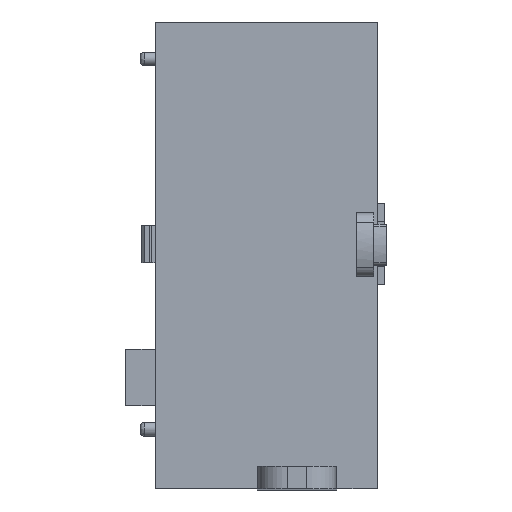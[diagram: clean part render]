
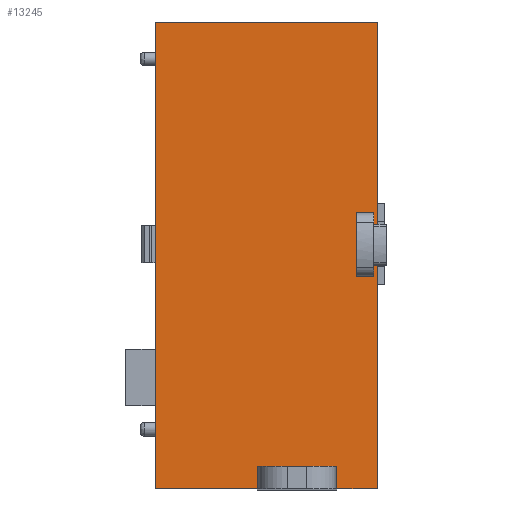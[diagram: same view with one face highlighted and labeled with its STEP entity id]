
A CAD part, front view. The second image highlights one B-rep face of the part: STEP entity #13245.
In plain terms, the highlighted planar face has unit normal (0, -1, 0).
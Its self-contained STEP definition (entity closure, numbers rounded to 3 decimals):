
#65 = EDGE_CURVE ( 'NONE', #678, #2745, #12500, .T. ) ;
#181 = VECTOR ( 'NONE', #13542, 1000. ) ;
#608 = DIRECTION ( 'NONE',  ( 1., 0., 0. ) ) ;
#678 = VERTEX_POINT ( 'NONE', #5859 ) ;
#991 = VERTEX_POINT ( 'NONE', #13556 ) ;
#1111 = DIRECTION ( 'NONE',  ( 1., 0., 0. ) ) ;
#1382 = EDGE_CURVE ( 'NONE', #991, #678, #10657, .T. ) ;
#1438 = CARTESIAN_POINT ( 'NONE',  ( 4.1, -44.923, -29.923 ) ) ;
#1518 = LINE ( 'NONE', #10667, #10364 ) ;
#1536 = VERTEX_POINT ( 'NONE', #2597 ) ;
#1777 = VECTOR ( 'NONE', #2104, 1000. ) ;
#1840 = VECTOR ( 'NONE', #3892, 1000. ) ;
#1925 = EDGE_CURVE ( 'NONE', #8048, #13608, #14505, .T. ) ;
#1933 = VECTOR ( 'NONE', #10655, 1000. ) ;
#1945 = EDGE_CURVE ( 'NONE', #6926, #5669, #5095, .T. ) ;
#1991 = CARTESIAN_POINT ( 'NONE',  ( 4.1, -44.923, -29.923 ) ) ;
#2073 = AXIS2_PLACEMENT_3D ( 'NONE', #10351, #3444, #11531 ) ;
#2104 = DIRECTION ( 'NONE',  ( 0., 0., 1. ) ) ;
#2156 = ORIENTED_EDGE ( 'NONE', *, *, #8025, .T. ) ;
#2184 = LINE ( 'NONE', #13922, #7645 ) ;
#2218 = CARTESIAN_POINT ( 'NONE',  ( -9.952, -44.923, -29.923 ) ) ;
#2280 = LINE ( 'NONE', #1438, #1933 ) ;
#2282 = EDGE_CURVE ( 'NONE', #10610, #6926, #14665, .T. ) ;
#2597 = CARTESIAN_POINT ( 'NONE',  ( -12.046, -44.923, -32.923 ) ) ;
#2745 = VERTEX_POINT ( 'NONE', #12473 ) ;
#2838 = VERTEX_POINT ( 'NONE', #14570 ) ;
#3077 = CARTESIAN_POINT ( 'NONE',  ( 3.6, -44.923, -29.923 ) ) ;
#3444 = DIRECTION ( 'NONE',  ( 0., -1., 0. ) ) ;
#3892 = DIRECTION ( 'NONE',  ( -1., 0., 0. ) ) ;
#3946 = CARTESIAN_POINT ( 'NONE',  ( 4.1, -44.923, -29.923 ) ) ;
#3968 = VERTEX_POINT ( 'NONE', #10843 ) ;
#4160 = VECTOR ( 'NONE', #6921, 1000. ) ;
#4255 = VERTEX_POINT ( 'NONE', #12022 ) ;
#4331 = CARTESIAN_POINT ( 'NONE',  ( 4.1, -44.923, 30.077 ) ) ;
#4385 = LINE ( 'NONE', #1991, #181 ) ;
#4465 = EDGE_CURVE ( 'NONE', #3968, #8095, #10111, .T. ) ;
#4520 = EDGE_CURVE ( 'NONE', #1536, #2838, #11024, .T. ) ;
#4656 = DIRECTION ( 'NONE',  ( 0., 0., 1. ) ) ;
#4837 = EDGE_CURVE ( 'NONE', #2838, #10610, #2280, .T. ) ;
#4876 = VECTOR ( 'NONE', #12735, 1000. ) ;
#4937 = ORIENTED_EDGE ( 'NONE', *, *, #65, .T. ) ;
#5026 = FACE_OUTER_BOUND ( 'NONE', #13555, .T. ) ;
#5095 = LINE ( 'NONE', #6941, #4876 ) ;
#5448 = VECTOR ( 'NONE', #1111, 1000. ) ;
#5669 = VERTEX_POINT ( 'NONE', #7389 ) ;
#5717 = ORIENTED_EDGE ( 'NONE', *, *, #6991, .T. ) ;
#5859 = CARTESIAN_POINT ( 'NONE',  ( 3.6, -44.923, 2.774 ) ) ;
#5999 = ORIENTED_EDGE ( 'NONE', *, *, #7128, .T. ) ;
#6397 = EDGE_CURVE ( 'NONE', #4255, #991, #11084, .T. ) ;
#6562 = CARTESIAN_POINT ( 'NONE',  ( -1.4, -44.923, -32.923 ) ) ;
#6638 = CARTESIAN_POINT ( 'NONE',  ( 4.1, -44.923, 30.077 ) ) ;
#6674 = VECTOR ( 'NONE', #7796, 1000. ) ;
#6863 = VECTOR ( 'NONE', #13516, 1000. ) ;
#6921 = DIRECTION ( 'NONE',  ( 0., 0., -1. ) ) ;
#6926 = VERTEX_POINT ( 'NONE', #12722 ) ;
#6941 = CARTESIAN_POINT ( 'NONE',  ( 4.1, -44.923, -29.923 ) ) ;
#6991 = EDGE_CURVE ( 'NONE', #5669, #8048, #13038, .T. ) ;
#7128 = EDGE_CURVE ( 'NONE', #13608, #4255, #1518, .T. ) ;
#7389 = CARTESIAN_POINT ( 'NONE',  ( -1.4, -44.923, -29.923 ) ) ;
#7461 = VECTOR ( 'NONE', #12345, 1000. ) ;
#7645 = VECTOR ( 'NONE', #4656, 1000. ) ;
#7691 = ORIENTED_EDGE ( 'NONE', *, *, #8067, .T. ) ;
#7796 = DIRECTION ( 'NONE',  ( 1., 0., 0. ) ) ;
#8003 = VERTEX_POINT ( 'NONE', #8825 ) ;
#8025 = EDGE_CURVE ( 'NONE', #8003, #1536, #10512, .T. ) ;
#8048 = VERTEX_POINT ( 'NONE', #6562 ) ;
#8067 = EDGE_CURVE ( 'NONE', #2745, #8095, #4385, .T. ) ;
#8095 = VERTEX_POINT ( 'NONE', #4331 ) ;
#8096 = VECTOR ( 'NONE', #12055, 1000. ) ;
#8341 = ORIENTED_EDGE ( 'NONE', *, *, #1945, .T. ) ;
#8356 = DIRECTION ( 'NONE',  ( 0., 0., 1. ) ) ;
#8660 = CARTESIAN_POINT ( 'NONE',  ( 5.3, -44.923, 2.774 ) ) ;
#8825 = CARTESIAN_POINT ( 'NONE',  ( -25.9, -44.923, -32.923 ) ) ;
#9008 = ORIENTED_EDGE ( 'NONE', *, *, #6397, .T. ) ;
#9216 = CARTESIAN_POINT ( 'NONE',  ( 4.1, -44.923, -32.923 ) ) ;
#9382 = VECTOR ( 'NONE', #608, 1000. ) ;
#10111 = LINE ( 'NONE', #6638, #6674 ) ;
#10351 = CARTESIAN_POINT ( 'NONE',  ( 4.1, -44.923, -29.923 ) ) ;
#10364 = VECTOR ( 'NONE', #8356, 1000. ) ;
#10449 = CARTESIAN_POINT ( 'NONE',  ( -1.4, -44.923, -29.923 ) ) ;
#10503 = ORIENTED_EDGE ( 'NONE', *, *, #2282, .T. ) ;
#10512 = LINE ( 'NONE', #11158, #7461 ) ;
#10610 = VERTEX_POINT ( 'NONE', #2218 ) ;
#10655 = DIRECTION ( 'NONE',  ( 1., 0., 0. ) ) ;
#10657 = LINE ( 'NONE', #3077, #6863 ) ;
#10662 = ORIENTED_EDGE ( 'NONE', *, *, #4520, .T. ) ;
#10667 = CARTESIAN_POINT ( 'NONE',  ( 4.1, -44.923, -29.923 ) ) ;
#10815 = CARTESIAN_POINT ( 'NONE',  ( 5.3, -44.923, -2.774 ) ) ;
#10827 = ORIENTED_EDGE ( 'NONE', *, *, #1925, .T. ) ;
#10843 = CARTESIAN_POINT ( 'NONE',  ( -25.9, -44.923, 30.077 ) ) ;
#11024 = LINE ( 'NONE', #13621, #1777 ) ;
#11084 = LINE ( 'NONE', #10815, #1840 ) ;
#11158 = CARTESIAN_POINT ( 'NONE',  ( 4.1, -44.923, -32.923 ) ) ;
#11531 = DIRECTION ( 'NONE',  ( 0., 0., -1. ) ) ;
#12022 = CARTESIAN_POINT ( 'NONE',  ( 4.1, -44.923, -2.774 ) ) ;
#12055 = DIRECTION ( 'NONE',  ( 1., 0., 0. ) ) ;
#12345 = DIRECTION ( 'NONE',  ( 1., 0., 0. ) ) ;
#12473 = CARTESIAN_POINT ( 'NONE',  ( 4.1, -44.923, 2.774 ) ) ;
#12500 = LINE ( 'NONE', #8660, #9382 ) ;
#12675 = PLANE ( 'NONE',  #2073 ) ;
#12722 = CARTESIAN_POINT ( 'NONE',  ( -3.58, -44.923, -29.923 ) ) ;
#12735 = DIRECTION ( 'NONE',  ( 1., 0., 0. ) ) ;
#13038 = LINE ( 'NONE', #10449, #4160 ) ;
#13128 = CARTESIAN_POINT ( 'NONE',  ( 4.1, -44.923, -32.923 ) ) ;
#13245 = ADVANCED_FACE ( 'NONE', ( #5026 ), #12675, .T. ) ;
#13516 = DIRECTION ( 'NONE',  ( 0., 0., 1. ) ) ;
#13542 = DIRECTION ( 'NONE',  ( 0., 0., 1. ) ) ;
#13555 = EDGE_LOOP ( 'NONE', ( #5717, #10827, #5999, #9008, #14904, #4937, #7691, #14514, #14380, #2156, #10662, #14159, #10503, #8341 ) ) ;
#13556 = CARTESIAN_POINT ( 'NONE',  ( 3.6, -44.923, -2.774 ) ) ;
#13608 = VERTEX_POINT ( 'NONE', #13128 ) ;
#13621 = CARTESIAN_POINT ( 'NONE',  ( -12.046, -44.923, -29.923 ) ) ;
#13922 = CARTESIAN_POINT ( 'NONE',  ( -25.9, -44.923, 0. ) ) ;
#14159 = ORIENTED_EDGE ( 'NONE', *, *, #4837, .T. ) ;
#14380 = ORIENTED_EDGE ( 'NONE', *, *, #14861, .F. ) ;
#14505 = LINE ( 'NONE', #9216, #5448 ) ;
#14514 = ORIENTED_EDGE ( 'NONE', *, *, #4465, .F. ) ;
#14570 = CARTESIAN_POINT ( 'NONE',  ( -12.046, -44.923, -29.923 ) ) ;
#14665 = LINE ( 'NONE', #3946, #8096 ) ;
#14861 = EDGE_CURVE ( 'NONE', #8003, #3968, #2184, .T. ) ;
#14904 = ORIENTED_EDGE ( 'NONE', *, *, #1382, .T. ) ;
